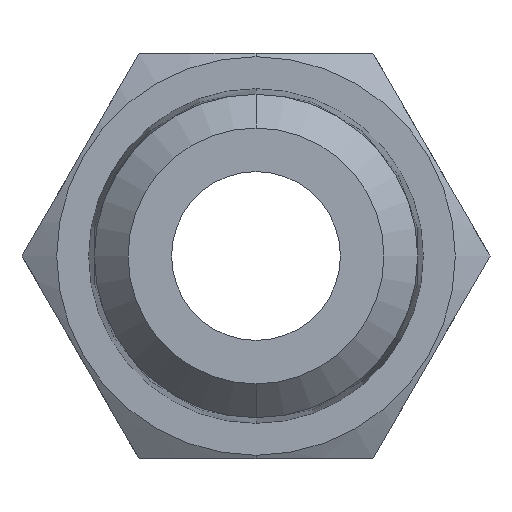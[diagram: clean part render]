
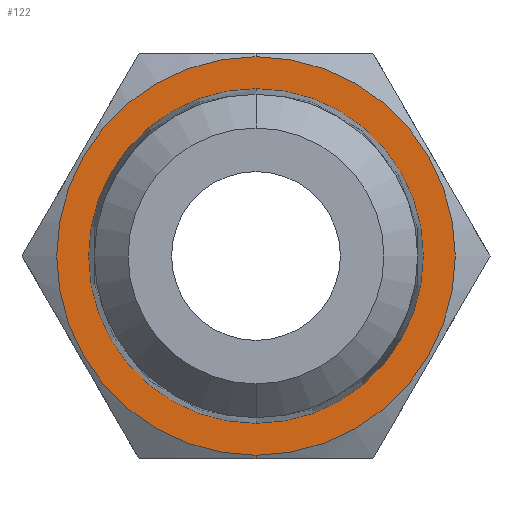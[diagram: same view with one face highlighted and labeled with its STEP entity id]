
A CAD part, front view. The second image highlights one B-rep face of the part: STEP entity #122.
In plain terms, the highlighted planar face has unit normal (0, -1, 0).
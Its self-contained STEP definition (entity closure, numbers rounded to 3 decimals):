
#111 = ORIENTED_EDGE ( 'NONE', *, *, #255, .F. ) ;
#114 = ORIENTED_EDGE ( 'NONE', *, *, #124, .F. ) ;
#118 = EDGE_LOOP ( 'NONE', ( #114, #111 ) ) ;
#119 = ORIENTED_EDGE ( 'NONE', *, *, #316, .T. ) ;
#120 = ORIENTED_EDGE ( 'NONE', *, *, #351, .T. ) ;
#122 = ADVANCED_FACE ( 'NONE', ( #624, #619 ), #618, .F. ) ;
#123 = EDGE_LOOP ( 'NONE', ( #120, #119 ) ) ;
#124 = EDGE_CURVE ( 'NONE', #240, #247, #612, .T. ) ;
#240 = VERTEX_POINT ( 'NONE', #833 ) ;
#247 = VERTEX_POINT ( 'NONE', #686 ) ;
#255 = EDGE_CURVE ( 'NONE', #247, #240, #783, .T. ) ;
#316 = EDGE_CURVE ( 'NONE', #317, #322, #1068, .T. ) ;
#317 = VERTEX_POINT ( 'NONE', #1058 ) ;
#322 = VERTEX_POINT ( 'NONE', #1056 ) ;
#351 = EDGE_CURVE ( 'NONE', #322, #317, #1019, .T. ) ;
#612 = CIRCLE ( 'NONE', #672, 4.954 ) ;
#613 = DIRECTION ( 'NONE',  ( 0., 0., 1. ) ) ;
#614 = DIRECTION ( 'NONE',  ( 0., 1., 0. ) ) ;
#615 = AXIS2_PLACEMENT_3D ( 'NONE', #617, #614, #613 ) ;
#616 = CARTESIAN_POINT ( 'NONE',  ( 0., 7.5, 0. ) ) ;
#617 = CARTESIAN_POINT ( 'NONE',  ( 4.954, 7.5, 0. ) ) ;
#618 = PLANE ( 'NONE',  #615 ) ;
#619 = FACE_BOUND ( 'NONE', #118, .T. ) ;
#624 = FACE_OUTER_BOUND ( 'NONE', #123, .T. ) ;
#670 = DIRECTION ( 'NONE',  ( 0., 0., -1. ) ) ;
#671 = DIRECTION ( 'NONE',  ( 0., -1., 0. ) ) ;
#672 = AXIS2_PLACEMENT_3D ( 'NONE', #616, #671, #670 ) ;
#686 = CARTESIAN_POINT ( 'NONE',  ( 0., 7.5, -4.954 ) ) ;
#779 = DIRECTION ( 'NONE',  ( 0., 0., -1. ) ) ;
#780 = DIRECTION ( 'NONE',  ( 0., -1., 0. ) ) ;
#781 = CARTESIAN_POINT ( 'NONE',  ( 0., 7.5, 0. ) ) ;
#782 = AXIS2_PLACEMENT_3D ( 'NONE', #781, #780, #779 ) ;
#783 = CIRCLE ( 'NONE', #782, 4.954 ) ;
#833 = CARTESIAN_POINT ( 'NONE',  ( 0., 7.5, 4.954 ) ) ;
#1019 = CIRCLE ( 'NONE', #1103, 5.9 ) ;
#1056 = CARTESIAN_POINT ( 'NONE',  ( 0., 7.5, 5.9 ) ) ;
#1058 = CARTESIAN_POINT ( 'NONE',  ( 0., 7.5, -5.9 ) ) ;
#1059 = DIRECTION ( 'NONE',  ( 0., 0., 1. ) ) ;
#1060 = DIRECTION ( 'NONE',  ( 0., -1., 0. ) ) ;
#1061 = CARTESIAN_POINT ( 'NONE',  ( 0., 7.5, 0. ) ) ;
#1062 = AXIS2_PLACEMENT_3D ( 'NONE', #1061, #1060, #1059 ) ;
#1068 = CIRCLE ( 'NONE', #1062, 5.9 ) ;
#1100 = DIRECTION ( 'NONE',  ( 0., 0., 1. ) ) ;
#1101 = DIRECTION ( 'NONE',  ( 0., -1., 0. ) ) ;
#1102 = CARTESIAN_POINT ( 'NONE',  ( 0., 7.5, 0. ) ) ;
#1103 = AXIS2_PLACEMENT_3D ( 'NONE', #1102, #1101, #1100 ) ;
